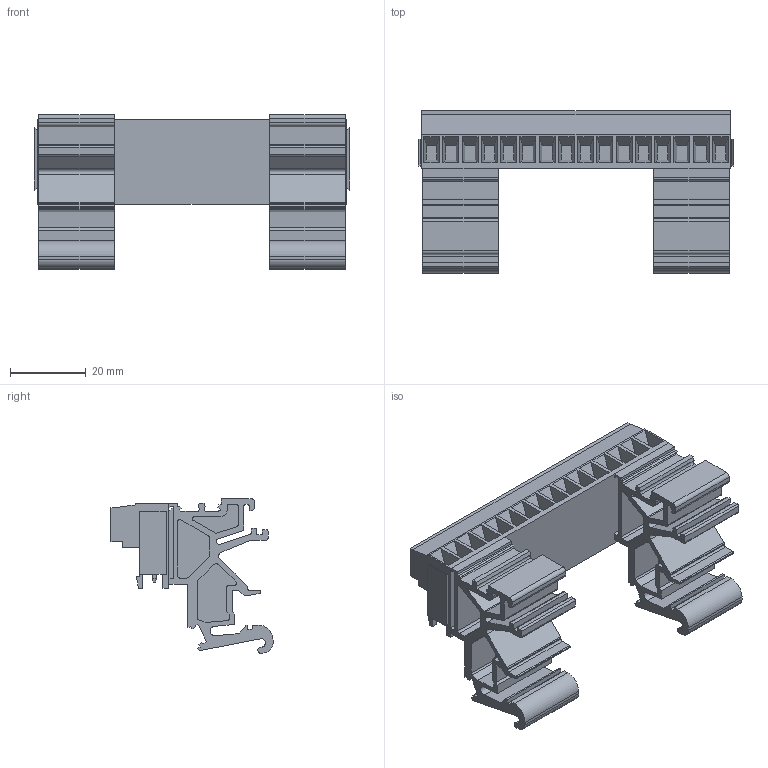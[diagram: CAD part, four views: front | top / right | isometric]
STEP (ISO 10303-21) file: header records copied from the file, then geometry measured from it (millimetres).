
FILE_DESCRIPTION(('CATIA V5 STEP Exchange','CAx-IF Rec.Pracs.--- Model Styling and Organization---1.2---2011-12-15'),'2;1');
FILE_NAME ('D1457445_0_1846180000_1846180000.stp','2018-11-23T06:54:04+00:00',('none'),('Weidmueller'),'CATIA Version 5-6 Release 2014','CATIA V5 STEP AP214','none');
FILE_SCHEMA(('AUTOMOTIVE_DESIGN { 1 0 10303 214 1 1 1 1 }'));
Length unit declared in the file: millimetre
Products named in the file (1): 1846180000
Bounding box: 83.28 x 42.75 x 40.82 mm (x, y, z)
Volume: 29060.3 mm3; surface area: 25342.3 mm2
Topology: 17 solids, 17 shells, 862 faces, 2380 edges, 1562 vertices
Faces by surface type: plane 698, cylinder 164
Entity records: 24644 total; most frequent: ORIENTED_EDGE 4760, CARTESIAN_POINT 4439, DIRECTION 3180, EDGE_CURVE 2380, VECTOR 1988, LINE 1988, VERTEX_POINT 1562, EDGE_LOOP 908
